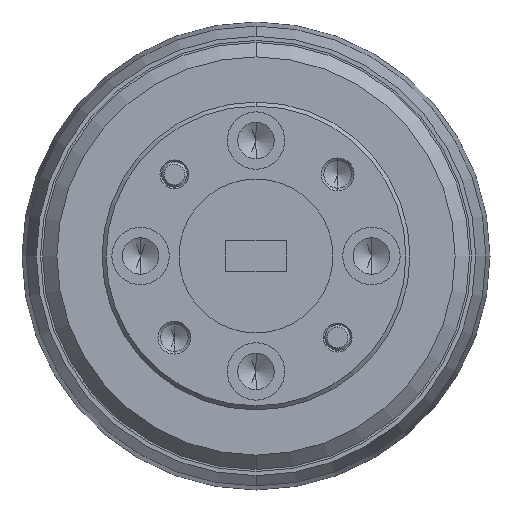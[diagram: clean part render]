
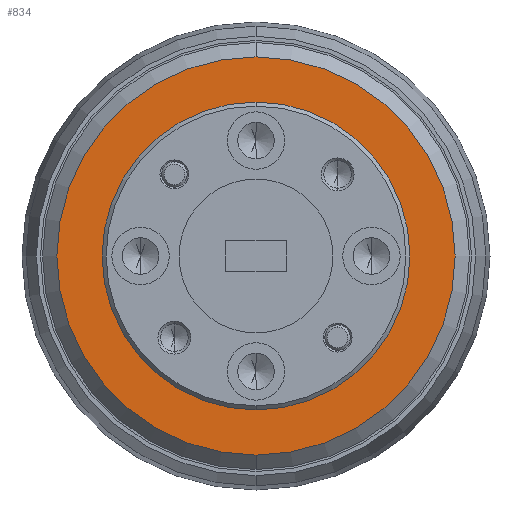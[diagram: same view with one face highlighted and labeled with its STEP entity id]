
A CAD part, front view. The second image highlights one B-rep face of the part: STEP entity #834.
In plain terms, the highlighted planar face has unit normal (0, -1, 0).
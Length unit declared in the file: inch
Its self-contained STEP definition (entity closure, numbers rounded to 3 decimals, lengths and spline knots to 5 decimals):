
#5 = DIRECTION ( 'NONE',  ( 0., -1., 0. ) ) ;
#135 = CARTESIAN_POINT ( 'NONE',  ( 0., -0.2395, 0. ) ) ;
#148 = CIRCLE ( 'NONE', #503, 0.485 ) ;
#156 = CIRCLE ( 'NONE', #1789, 0.485 ) ;
#179 = EDGE_LOOP ( 'NONE', ( #617, #2347 ) ) ;
#186 = EDGE_CURVE ( 'NONE', #1815, #1712, #156, .T. ) ;
#217 = DIRECTION ( 'NONE',  ( 0., 0., -1. ) ) ;
#353 = CARTESIAN_POINT ( 'NONE',  ( 0., -0.2395, 0.375 ) ) ;
#465 = AXIS2_PLACEMENT_3D ( 'NONE', #1107, #5, #1323 ) ;
#503 = AXIS2_PLACEMENT_3D ( 'NONE', #135, #1130, #2296 ) ;
#558 = DIRECTION ( 'NONE',  ( 0., -1., 0. ) ) ;
#617 = ORIENTED_EDGE ( 'NONE', *, *, #1597, .T. ) ;
#802 = CARTESIAN_POINT ( 'NONE',  ( 0., -0.2395, -0.375 ) ) ;
#834 = ADVANCED_FACE ( 'NONE', ( #1332, #2871 ), #1768, .T. ) ;
#999 = ORIENTED_EDGE ( 'NONE', *, *, #1200, .F. ) ;
#1107 = CARTESIAN_POINT ( 'NONE',  ( 0.485, -0.2395, 0. ) ) ;
#1130 = DIRECTION ( 'NONE',  ( 0., -1., 0. ) ) ;
#1200 = EDGE_CURVE ( 'NONE', #1651, #1686, #2265, .T. ) ;
#1302 = CARTESIAN_POINT ( 'NONE',  ( 0., -0.2395, 0. ) ) ;
#1323 = DIRECTION ( 'NONE',  ( 0., 0., -1. ) ) ;
#1332 = FACE_OUTER_BOUND ( 'NONE', #179, .T. ) ;
#1440 = ORIENTED_EDGE ( 'NONE', *, *, #1950, .F. ) ;
#1597 = EDGE_CURVE ( 'NONE', #1712, #1815, #148, .T. ) ;
#1651 = VERTEX_POINT ( 'NONE', #802 ) ;
#1686 = VERTEX_POINT ( 'NONE', #353 ) ;
#1712 = VERTEX_POINT ( 'NONE', #1924 ) ;
#1768 = PLANE ( 'NONE',  #465 ) ;
#1789 = AXIS2_PLACEMENT_3D ( 'NONE', #1897, #558, #2118 ) ;
#1815 = VERTEX_POINT ( 'NONE', #2818 ) ;
#1897 = CARTESIAN_POINT ( 'NONE',  ( 0., -0.2395, 0. ) ) ;
#1924 = CARTESIAN_POINT ( 'NONE',  ( 0., -0.2395, 0.485 ) ) ;
#1934 = CIRCLE ( 'NONE', #2123, 0.375 ) ;
#1950 = EDGE_CURVE ( 'NONE', #1686, #1651, #1934, .T. ) ;
#2118 = DIRECTION ( 'NONE',  ( 0., 0., -1. ) ) ;
#2123 = AXIS2_PLACEMENT_3D ( 'NONE', #2195, #2861, #217 ) ;
#2195 = CARTESIAN_POINT ( 'NONE',  ( 0., -0.2395, 0. ) ) ;
#2265 = CIRCLE ( 'NONE', #2476, 0.375 ) ;
#2296 = DIRECTION ( 'NONE',  ( 0., 0., -1. ) ) ;
#2347 = ORIENTED_EDGE ( 'NONE', *, *, #186, .T. ) ;
#2422 = DIRECTION ( 'NONE',  ( 0., -1., 0. ) ) ;
#2476 = AXIS2_PLACEMENT_3D ( 'NONE', #1302, #2422, #2608 ) ;
#2608 = DIRECTION ( 'NONE',  ( 0., 0., -1. ) ) ;
#2818 = CARTESIAN_POINT ( 'NONE',  ( 0., -0.2395, -0.485 ) ) ;
#2830 = EDGE_LOOP ( 'NONE', ( #1440, #999 ) ) ;
#2861 = DIRECTION ( 'NONE',  ( 0., -1., 0. ) ) ;
#2871 = FACE_BOUND ( 'NONE', #2830, .T. ) ;
